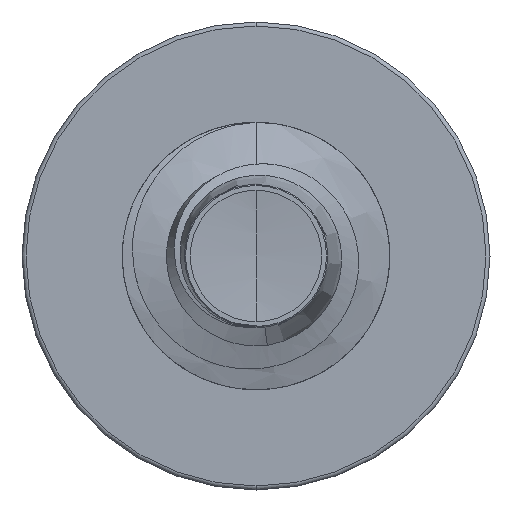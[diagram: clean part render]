
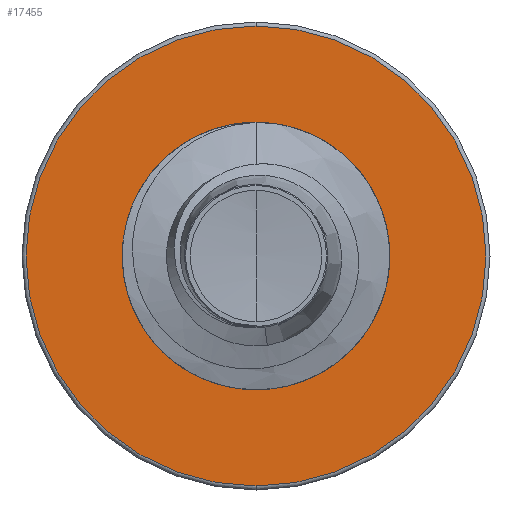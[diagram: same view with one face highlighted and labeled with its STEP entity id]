
A CAD part, front view. The second image highlights one B-rep face of the part: STEP entity #17455.
In plain terms, the highlighted planar face has unit normal (0, -1, 0).
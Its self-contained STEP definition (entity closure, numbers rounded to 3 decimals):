
#1615 = EDGE_CURVE ( 'NONE', #18434, #11779, #18414, .T. ) ;
#2168 = AXIS2_PLACEMENT_3D ( 'NONE', #3267, #3229, #3205 ) ;
#2221 = CARTESIAN_POINT ( 'NONE',  ( 0., 20., 2.842 ) ) ;
#2310 = AXIS2_PLACEMENT_3D ( 'NONE', #6956, #6923, #6918 ) ;
#2930 = DIRECTION ( 'NONE',  ( 0., 0., 1. ) ) ;
#2933 = DIRECTION ( 'NONE',  ( 0., 1., 0. ) ) ;
#3205 = DIRECTION ( 'NONE',  ( 0., 0., 1. ) ) ;
#3206 = CARTESIAN_POINT ( 'NONE',  ( 0., 20., -2.842 ) ) ;
#3229 = DIRECTION ( 'NONE',  ( 0., 1., 0. ) ) ;
#3267 = CARTESIAN_POINT ( 'NONE',  ( 0., 20., 0. ) ) ;
#3434 = PLANE ( 'NONE',  #6254 ) ;
#3572 = EDGE_LOOP ( 'NONE', ( #6023, #10866 ) ) ;
#5781 = CARTESIAN_POINT ( 'NONE',  ( 0., 20., -2.842 ) ) ;
#6023 = ORIENTED_EDGE ( 'NONE', *, *, #1615, .T. ) ;
#6254 = AXIS2_PLACEMENT_3D ( 'NONE', #3206, #2933, #2930 ) ;
#6918 = DIRECTION ( 'NONE',  ( 0., 0., 1. ) ) ;
#6923 = DIRECTION ( 'NONE',  ( 0., 1., 0. ) ) ;
#6956 = CARTESIAN_POINT ( 'NONE',  ( 0., 20., 0. ) ) ;
#8775 = DIRECTION ( 'NONE',  ( 0., 0., 1. ) ) ;
#8780 = DIRECTION ( 'NONE',  ( 0., 1., 0. ) ) ;
#8805 = CARTESIAN_POINT ( 'NONE',  ( 0., 20., 0. ) ) ;
#9132 = CIRCLE ( 'NONE', #19295, 5.16 ) ;
#10337 = ORIENTED_EDGE ( 'NONE', *, *, #17638, .F. ) ;
#10866 = ORIENTED_EDGE ( 'NONE', *, *, #17292, .T. ) ;
#11779 = VERTEX_POINT ( 'NONE', #5781 ) ;
#13655 = VERTEX_POINT ( 'NONE', #17656 ) ;
#13942 = FACE_BOUND ( 'NONE', #3572, .T. ) ;
#14313 = ORIENTED_EDGE ( 'NONE', *, *, #14888, .F. ) ;
#14330 = FACE_OUTER_BOUND ( 'NONE', #17711, .T. ) ;
#14461 = VERTEX_POINT ( 'NONE', #16126 ) ;
#14888 = EDGE_CURVE ( 'NONE', #13655, #14461, #9132, .T. ) ;
#15239 = DIRECTION ( 'NONE',  ( 0., 0., 1. ) ) ;
#15256 = DIRECTION ( 'NONE',  ( 0., 1., 0. ) ) ;
#15264 = CARTESIAN_POINT ( 'NONE',  ( 0., 20., 0. ) ) ;
#15903 = CIRCLE ( 'NONE', #18272, 5.16 ) ;
#16076 = CIRCLE ( 'NONE', #2310, 2.842 ) ;
#16126 = CARTESIAN_POINT ( 'NONE',  ( 0., 20., 5.16 ) ) ;
#17292 = EDGE_CURVE ( 'NONE', #11779, #18434, #16076, .T. ) ;
#17455 = ADVANCED_FACE ( 'NONE', ( #14330, #13942 ), #3434, .F. ) ;
#17638 = EDGE_CURVE ( 'NONE', #14461, #13655, #15903, .T. ) ;
#17656 = CARTESIAN_POINT ( 'NONE',  ( 0., 20., -5.16 ) ) ;
#17711 = EDGE_LOOP ( 'NONE', ( #10337, #14313 ) ) ;
#18272 = AXIS2_PLACEMENT_3D ( 'NONE', #8805, #8780, #8775 ) ;
#18414 = CIRCLE ( 'NONE', #2168, 2.842 ) ;
#18434 = VERTEX_POINT ( 'NONE', #2221 ) ;
#19295 = AXIS2_PLACEMENT_3D ( 'NONE', #15264, #15256, #15239 ) ;
